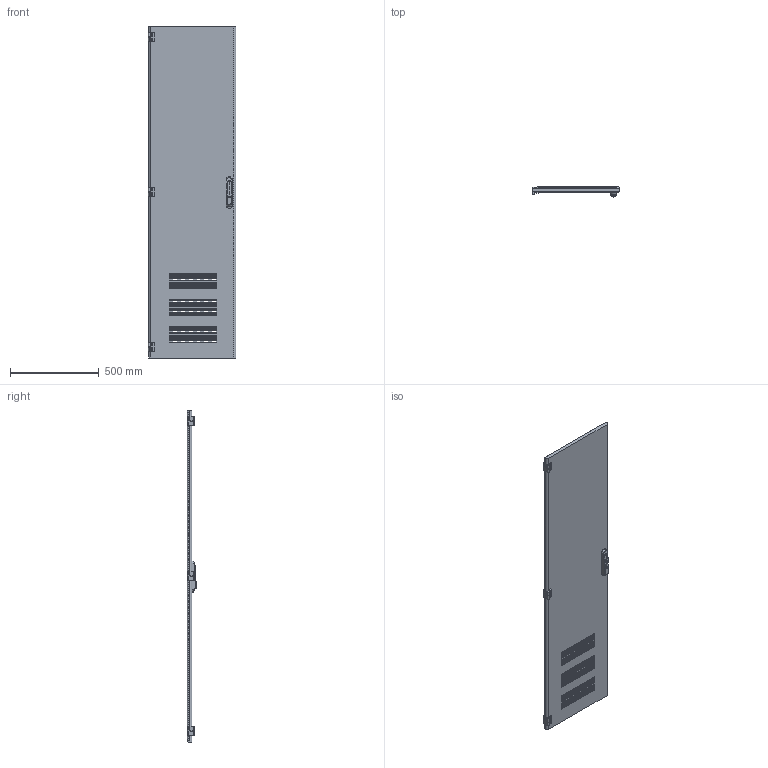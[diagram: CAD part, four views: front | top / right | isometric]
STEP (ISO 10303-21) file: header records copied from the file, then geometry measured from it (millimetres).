
FILE_DESCRIPTION(('no description'),'unknown implementation level');
FILE_NAME('8MF1050-2UT15-2BA2_3D_v.step',' ',('SIEMENS A&D'),('CADClick - KiM GmbH - www.kimweb.de'),'unknown preprocess','ACIS','unknown authorization');
FILE_SCHEMA(('automotive_design'));
Length unit declared in the file: millimetre
Products named in the file (1): 1
Bounding box: 495.35 x 55.09 x 1874 mm (x, y, z)
Volume: 18197450.3 mm3; surface area: 2468572.5 mm2
Topology: 1 solids, 1 shells, 1515 faces, 4513 edges, 3003 vertices
Faces by surface type: plane 1425, cylinder 65, torus 14, bspline 7, cone 4
Entity records: 102377 total; most frequent: CARTESIAN_POINT 10575, STYLED_ITEM 9032, PRESENTATION_STYLE_ASSIGNMENT 9032, COLOUR_RGB 9032, ORIENTED_EDGE 9026, DIRECTION 7655, EDGE_CURVE 4513, CURVE_STYLE 4513
